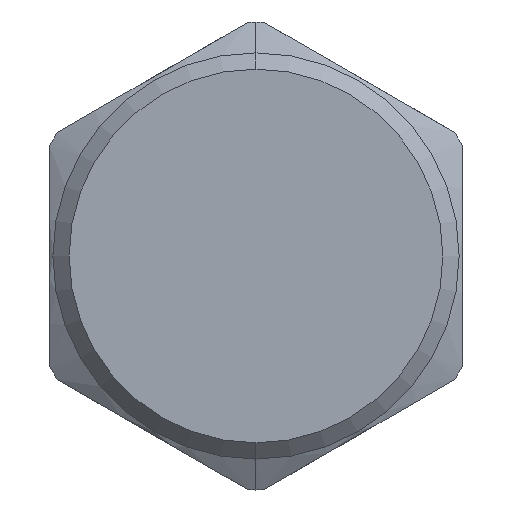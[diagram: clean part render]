
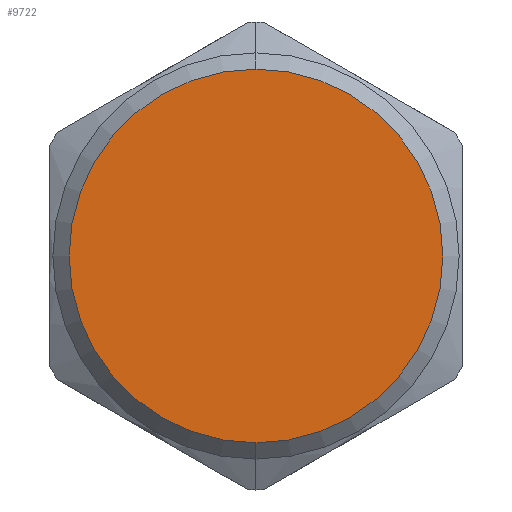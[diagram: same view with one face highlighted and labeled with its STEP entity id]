
A CAD part, left-side view. The second image highlights one B-rep face of the part: STEP entity #9722.
In plain terms, the highlighted planar face has unit normal (-1, 0, 0).
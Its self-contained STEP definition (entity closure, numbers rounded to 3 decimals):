
#303 = CIRCLE ( 'NONE', #3518, 11.5 ) ;
#371 = DIRECTION ( 'NONE',  ( -1., 0., 0. ) ) ;
#995 = EDGE_CURVE ( 'NONE', #3729, #9088, #303, .T. ) ;
#1051 = DIRECTION ( 'NONE',  ( 0., 0., -1. ) ) ;
#1245 = DIRECTION ( 'NONE',  ( 0., 0., 1. ) ) ;
#1283 = EDGE_CURVE ( 'NONE', #9088, #3729, #10750, .T. ) ;
#1510 = AXIS2_PLACEMENT_3D ( 'NONE', #4695, #371, #1245 ) ;
#2253 = DIRECTION ( 'NONE',  ( 0., 0., -1. ) ) ;
#2969 = PLANE ( 'NONE',  #1510 ) ;
#3518 = AXIS2_PLACEMENT_3D ( 'NONE', #7355, #10039, #2253 ) ;
#3631 = CARTESIAN_POINT ( 'NONE',  ( -10., 0., 0. ) ) ;
#3729 = VERTEX_POINT ( 'NONE', #7059 ) ;
#3779 = CARTESIAN_POINT ( 'NONE',  ( -10., 0., -11.5 ) ) ;
#4604 = AXIS2_PLACEMENT_3D ( 'NONE', #3631, #9607, #1051 ) ;
#4695 = CARTESIAN_POINT ( 'NONE',  ( -10., 0., -11.5 ) ) ;
#5225 = EDGE_LOOP ( 'NONE', ( #8281, #6841 ) ) ;
#6841 = ORIENTED_EDGE ( 'NONE', *, *, #995, .F. ) ;
#7059 = CARTESIAN_POINT ( 'NONE',  ( -10., 0., 11.5 ) ) ;
#7355 = CARTESIAN_POINT ( 'NONE',  ( -10., 0., 0. ) ) ;
#8281 = ORIENTED_EDGE ( 'NONE', *, *, #1283, .F. ) ;
#9088 = VERTEX_POINT ( 'NONE', #3779 ) ;
#9313 = FACE_OUTER_BOUND ( 'NONE', #5225, .T. ) ;
#9607 = DIRECTION ( 'NONE',  ( 1., 0., 0. ) ) ;
#9722 = ADVANCED_FACE ( 'NONE', ( #9313 ), #2969, .T. ) ;
#10039 = DIRECTION ( 'NONE',  ( 1., 0., 0. ) ) ;
#10750 = CIRCLE ( 'NONE', #4604, 11.5 ) ;
